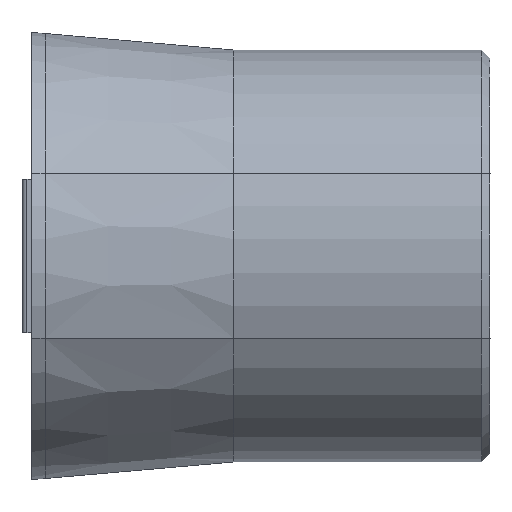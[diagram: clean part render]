
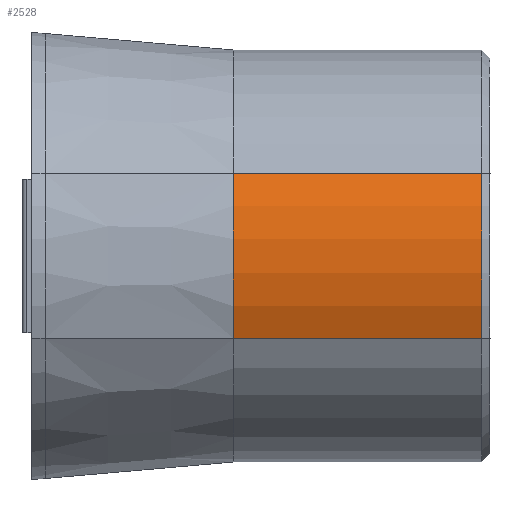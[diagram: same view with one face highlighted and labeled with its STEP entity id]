
A CAD part, front view. The second image highlights one B-rep face of the part: STEP entity #2528.
In plain terms, the highlighted cylindrical face has radius 12.5 mm (diameter 25 mm), a partial arc.
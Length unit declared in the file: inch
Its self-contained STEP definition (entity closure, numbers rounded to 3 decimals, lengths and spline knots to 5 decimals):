
#18 = EDGE_CURVE ( 'NONE', #1713, #2305, #543, .T. ) ;
#81 = DIRECTION ( 'NONE',  ( 0., 0., 1. ) ) ;
#128 = CARTESIAN_POINT ( 'NONE',  ( 0.7565, 0., 0. ) ) ;
#181 = DIRECTION ( 'NONE',  ( -1., 0., 0. ) ) ;
#260 = DIRECTION ( 'NONE',  ( 1., 0., 0. ) ) ;
#450 = ORIENTED_EDGE ( 'NONE', *, *, #3423, .F. ) ;
#543 = LINE ( 'NONE', #2149, #725 ) ;
#607 = CIRCLE ( 'NONE', #2560, 0.49213 ) ;
#725 = VECTOR ( 'NONE', #925, 39.37008 ) ;
#845 = ORIENTED_EDGE ( 'NONE', *, *, #18, .T. ) ;
#925 = DIRECTION ( 'NONE',  ( 1., 0., 0. ) ) ;
#1014 = EDGE_LOOP ( 'NONE', ( #845, #1989, #450, #2665 ) ) ;
#1116 = EDGE_CURVE ( 'NONE', #2225, #2305, #1469, .T. ) ;
#1271 = CYLINDRICAL_SURFACE ( 'NONE', #4385, 0.49213 ) ;
#1396 = LINE ( 'NONE', #4879, #4257 ) ;
#1469 = CIRCLE ( 'NONE', #3742, 0.49213 ) ;
#1707 = DIRECTION ( 'NONE',  ( 1., 0., 0. ) ) ;
#1713 = VERTEX_POINT ( 'NONE', #3656 ) ;
#1728 = DIRECTION ( 'NONE',  ( 0., 0., 1. ) ) ;
#1732 = CARTESIAN_POINT ( 'NONE',  ( 0.45, 0., 0. ) ) ;
#1989 = ORIENTED_EDGE ( 'NONE', *, *, #1116, .F. ) ;
#2109 = FACE_OUTER_BOUND ( 'NONE', #1014, .T. ) ;
#2149 = CARTESIAN_POINT ( 'NONE',  ( -0.0315, -0.45113, -0.19665 ) ) ;
#2225 = VERTEX_POINT ( 'NONE', #3670 ) ;
#2305 = VERTEX_POINT ( 'NONE', #3427 ) ;
#2528 = ADVANCED_FACE ( 'NONE', ( #2109 ), #1271, .T. ) ;
#2560 = AXIS2_PLACEMENT_3D ( 'NONE', #1732, #1707, #81 ) ;
#2563 = DIRECTION ( 'NONE',  ( 1., 0., 0. ) ) ;
#2665 = ORIENTED_EDGE ( 'NONE', *, *, #4549, .T. ) ;
#2946 = CARTESIAN_POINT ( 'NONE',  ( 0.45, -0.45113, 0.19665 ) ) ;
#3030 = CARTESIAN_POINT ( 'NONE',  ( 1.04331, 0., 0. ) ) ;
#3052 = VERTEX_POINT ( 'NONE', #2946 ) ;
#3423 = EDGE_CURVE ( 'NONE', #3052, #2225, #1396, .T. ) ;
#3427 = CARTESIAN_POINT ( 'NONE',  ( 1.04331, -0.45113, -0.19665 ) ) ;
#3656 = CARTESIAN_POINT ( 'NONE',  ( 0.45, -0.45113, -0.19665 ) ) ;
#3670 = CARTESIAN_POINT ( 'NONE',  ( 1.04331, -0.45113, 0.19665 ) ) ;
#3742 = AXIS2_PLACEMENT_3D ( 'NONE', #3030, #2563, #4895 ) ;
#4257 = VECTOR ( 'NONE', #260, 39.37008 ) ;
#4385 = AXIS2_PLACEMENT_3D ( 'NONE', #128, #181, #1728 ) ;
#4549 = EDGE_CURVE ( 'NONE', #3052, #1713, #607, .T. ) ;
#4879 = CARTESIAN_POINT ( 'NONE',  ( -0.0315, -0.45113, 0.19665 ) ) ;
#4895 = DIRECTION ( 'NONE',  ( 0., 1., 0. ) ) ;
